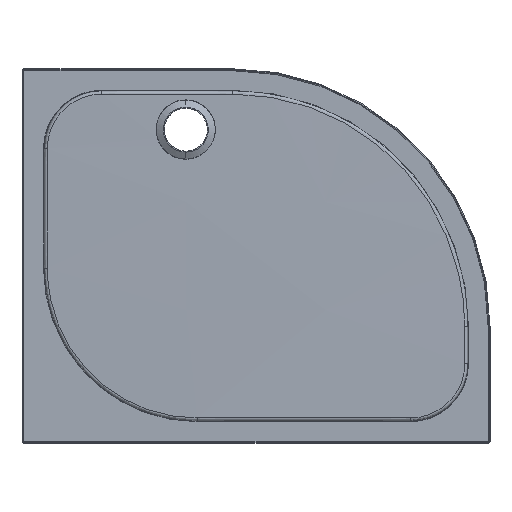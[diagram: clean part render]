
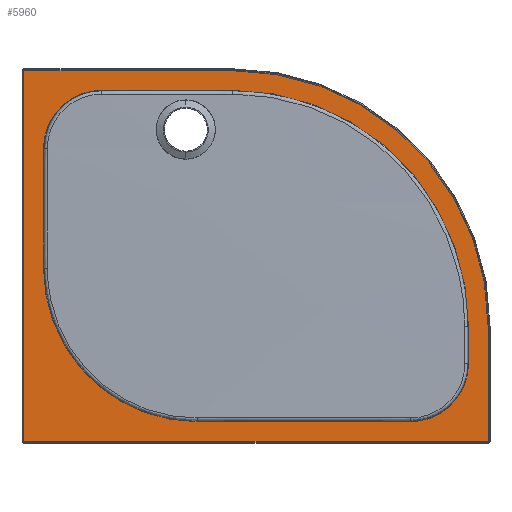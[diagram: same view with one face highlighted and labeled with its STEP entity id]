
A CAD part, front view. The second image highlights one B-rep face of the part: STEP entity #5960.
In plain terms, the highlighted planar face has unit normal (0, -1, 0).
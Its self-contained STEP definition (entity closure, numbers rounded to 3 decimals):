
#10 = EDGE_CURVE ( 'NONE', #1785, #5596, #2698, .T. ) ;
#368 = ORIENTED_EDGE ( 'NONE', *, *, #3953, .F. ) ;
#379 = VECTOR ( 'NONE', #1448, 1000. ) ;
#455 = ORIENTED_EDGE ( 'NONE', *, *, #1597, .F. ) ;
#480 = VERTEX_POINT ( 'NONE', #5768 ) ;
#489 = VERTEX_POINT ( 'NONE', #2978 ) ;
#767 = EDGE_CURVE ( 'NONE', #5444, #3230, #1340, .T. ) ;
#901 = CARTESIAN_POINT ( 'NONE',  ( 496., 46., 0. ) ) ;
#916 = CARTESIAN_POINT ( 'NONE',  ( -454., 46., 230. ) ) ;
#938 = ORIENTED_EDGE ( 'NONE', *, *, #10, .F. ) ;
#1005 = DIRECTION ( 'NONE',  ( -1., 0., 0. ) ) ;
#1128 = VECTOR ( 'NONE', #5259, 1000. ) ;
#1136 = ORIENTED_EDGE ( 'NONE', *, *, #7308, .F. ) ;
#1180 = CARTESIAN_POINT ( 'NONE',  ( 0., 46., 354. ) ) ;
#1195 = EDGE_CURVE ( 'NONE', #3230, #1785, #1818, .T. ) ;
#1197 = CARTESIAN_POINT ( 'NONE',  ( 330., 46., -230. ) ) ;
#1249 = ORIENTED_EDGE ( 'NONE', *, *, #4885, .F. ) ;
#1340 = LINE ( 'NONE', #5210, #2568 ) ;
#1369 = ORIENTED_EDGE ( 'NONE', *, *, #7872, .F. ) ;
#1448 = DIRECTION ( 'NONE',  ( -1., 0., 0. ) ) ;
#1597 = EDGE_CURVE ( 'NONE', #4030, #2817, #7814, .T. ) ;
#1610 = ORIENTED_EDGE ( 'NONE', *, *, #4066, .F. ) ;
#1638 = DIRECTION ( 'NONE',  ( 0., 0., 1. ) ) ;
#1642 = LINE ( 'NONE', #1180, #5158 ) ;
#1681 = DIRECTION ( 'NONE',  ( 0., 0., 1. ) ) ;
#1785 = VERTEX_POINT ( 'NONE', #6726 ) ;
#1818 = LINE ( 'NONE', #5011, #5667 ) ;
#1864 = ORIENTED_EDGE ( 'NONE', *, *, #6785, .F. ) ;
#2092 = CARTESIAN_POINT ( 'NONE',  ( 0., 46., 0. ) ) ;
#2130 = PLANE ( 'NONE',  #2424 ) ;
#2361 = CARTESIAN_POINT ( 'NONE',  ( 454., 46., 0. ) ) ;
#2362 = AXIS2_PLACEMENT_3D ( 'NONE', #6061, #3075, #4925 ) ;
#2370 = DIRECTION ( 'NONE',  ( 0., 0., 1. ) ) ;
#2424 = AXIS2_PLACEMENT_3D ( 'NONE', #2092, #7745, #5207 ) ;
#2460 = VERTEX_POINT ( 'NONE', #7369 ) ;
#2532 = DIRECTION ( 'NONE',  ( 0., -1., 0. ) ) ;
#2568 = VECTOR ( 'NONE', #6477, 1000. ) ;
#2628 = CIRCLE ( 'NONE', #2362, 124. ) ;
#2642 = CARTESIAN_POINT ( 'NONE',  ( -50., 46., 354. ) ) ;
#2698 = CIRCLE ( 'NONE', #8083, 546. ) ;
#2774 = CARTESIAN_POINT ( 'NONE',  ( -454., 46., -26. ) ) ;
#2803 = DIRECTION ( 'NONE',  ( 0., 0., -1. ) ) ;
#2817 = VERTEX_POINT ( 'NONE', #2642 ) ;
#2838 = LINE ( 'NONE', #3419, #4961 ) ;
#2857 = CARTESIAN_POINT ( 'NONE',  ( -126., 46., -354. ) ) ;
#2978 = CARTESIAN_POINT ( 'NONE',  ( 496., 46., -396. ) ) ;
#3075 = DIRECTION ( 'NONE',  ( 0., -1., 0. ) ) ;
#3092 = CIRCLE ( 'NONE', #7795, 328. ) ;
#3230 = VERTEX_POINT ( 'NONE', #6795 ) ;
#3268 = FACE_BOUND ( 'NONE', #4618, .T. ) ;
#3419 = CARTESIAN_POINT ( 'NONE',  ( 0., 46., -354. ) ) ;
#3455 = DIRECTION ( 'NONE',  ( 0., 0., 1. ) ) ;
#3474 = CIRCLE ( 'NONE', #5357, 124. ) ;
#3519 = LINE ( 'NONE', #901, #4153 ) ;
#3662 = CARTESIAN_POINT ( 'NONE',  ( -126., 46., -26. ) ) ;
#3953 = EDGE_CURVE ( 'NONE', #489, #5444, #6119, .T. ) ;
#4030 = VERTEX_POINT ( 'NONE', #6622 ) ;
#4066 = EDGE_CURVE ( 'NONE', #6773, #480, #2838, .T. ) ;
#4082 = LINE ( 'NONE', #6645, #1128 ) ;
#4153 = VECTOR ( 'NONE', #2803, 1000. ) ;
#4213 = CARTESIAN_POINT ( 'NONE',  ( -496., 46., -396. ) ) ;
#4618 = EDGE_LOOP ( 'NONE', ( #7647, #455, #4878, #1249, #1610, #1864, #1136, #1369 ) ) ;
#4847 = DIRECTION ( 'NONE',  ( 0., 1., 0. ) ) ;
#4878 = ORIENTED_EDGE ( 'NONE', *, *, #6797, .F. ) ;
#4885 = EDGE_CURVE ( 'NONE', #480, #2460, #3474, .T. ) ;
#4890 = CARTESIAN_POINT ( 'NONE',  ( -50., 46., -150. ) ) ;
#4925 = DIRECTION ( 'NONE',  ( 0., 0., 1. ) ) ;
#4961 = VECTOR ( 'NONE', #7851, 1000. ) ;
#5011 = CARTESIAN_POINT ( 'NONE',  ( 0., 46., 396. ) ) ;
#5158 = VECTOR ( 'NONE', #1005, 1000. ) ;
#5207 = DIRECTION ( 'NONE',  ( 0., 0., 1. ) ) ;
#5210 = CARTESIAN_POINT ( 'NONE',  ( -496., 46., 0. ) ) ;
#5259 = DIRECTION ( 'NONE',  ( 0., 0., -1. ) ) ;
#5318 = ORIENTED_EDGE ( 'NONE', *, *, #767, .F. ) ;
#5357 = AXIS2_PLACEMENT_3D ( 'NONE', #1197, #7130, #6337 ) ;
#5420 = LINE ( 'NONE', #2361, #5901 ) ;
#5444 = VERTEX_POINT ( 'NONE', #4213 ) ;
#5596 = VERTEX_POINT ( 'NONE', #8305 ) ;
#5667 = VECTOR ( 'NONE', #7629, 1000. ) ;
#5767 = CARTESIAN_POINT ( 'NONE',  ( -330., 46., 354. ) ) ;
#5768 = CARTESIAN_POINT ( 'NONE',  ( 330., 46., -354. ) ) ;
#5901 = VECTOR ( 'NONE', #1681, 1000. ) ;
#5951 = ORIENTED_EDGE ( 'NONE', *, *, #6170, .F. ) ;
#5960 = ADVANCED_FACE ( 'NONE', ( #7903, #3268 ), #2130, .F. ) ;
#6061 = CARTESIAN_POINT ( 'NONE',  ( -330., 46., 230. ) ) ;
#6079 = CARTESIAN_POINT ( 'NONE',  ( 0., 46., -396. ) ) ;
#6119 = LINE ( 'NONE', #6079, #379 ) ;
#6170 = EDGE_CURVE ( 'NONE', #5596, #489, #3519, .T. ) ;
#6337 = DIRECTION ( 'NONE',  ( 0., 0., 1. ) ) ;
#6351 = ORIENTED_EDGE ( 'NONE', *, *, #1195, .F. ) ;
#6476 = VERTEX_POINT ( 'NONE', #5767 ) ;
#6477 = DIRECTION ( 'NONE',  ( 0., 0., 1. ) ) ;
#6505 = VERTEX_POINT ( 'NONE', #2774 ) ;
#6605 = EDGE_LOOP ( 'NONE', ( #368, #5951, #938, #6351, #5318 ) ) ;
#6622 = CARTESIAN_POINT ( 'NONE',  ( 454., 46., -150. ) ) ;
#6645 = CARTESIAN_POINT ( 'NONE',  ( -454., 46., 0. ) ) ;
#6726 = CARTESIAN_POINT ( 'NONE',  ( -50., 46., 396. ) ) ;
#6773 = VERTEX_POINT ( 'NONE', #2857 ) ;
#6785 = EDGE_CURVE ( 'NONE', #6505, #6773, #3092, .T. ) ;
#6795 = CARTESIAN_POINT ( 'NONE',  ( -496., 46., 396. ) ) ;
#6797 = EDGE_CURVE ( 'NONE', #2460, #4030, #5420, .T. ) ;
#7130 = DIRECTION ( 'NONE',  ( 0., -1., 0. ) ) ;
#7271 = VERTEX_POINT ( 'NONE', #916 ) ;
#7308 = EDGE_CURVE ( 'NONE', #7271, #6505, #4082, .T. ) ;
#7369 = CARTESIAN_POINT ( 'NONE',  ( 454., 46., -230. ) ) ;
#7411 = AXIS2_PLACEMENT_3D ( 'NONE', #8304, #2532, #2370 ) ;
#7451 = DIRECTION ( 'NONE',  ( 0., -1., 0. ) ) ;
#7629 = DIRECTION ( 'NONE',  ( 1., 0., 0. ) ) ;
#7647 = ORIENTED_EDGE ( 'NONE', *, *, #7884, .F. ) ;
#7745 = DIRECTION ( 'NONE',  ( 0., 1., 0. ) ) ;
#7795 = AXIS2_PLACEMENT_3D ( 'NONE', #3662, #7451, #1638 ) ;
#7814 = CIRCLE ( 'NONE', #7411, 504. ) ;
#7851 = DIRECTION ( 'NONE',  ( 1., 0., 0. ) ) ;
#7872 = EDGE_CURVE ( 'NONE', #6476, #7271, #2628, .T. ) ;
#7884 = EDGE_CURVE ( 'NONE', #2817, #6476, #1642, .T. ) ;
#7903 = FACE_OUTER_BOUND ( 'NONE', #6605, .T. ) ;
#8083 = AXIS2_PLACEMENT_3D ( 'NONE', #4890, #4847, #3455 ) ;
#8304 = CARTESIAN_POINT ( 'NONE',  ( -50., 46., -150. ) ) ;
#8305 = CARTESIAN_POINT ( 'NONE',  ( 496., 46., -150. ) ) ;
